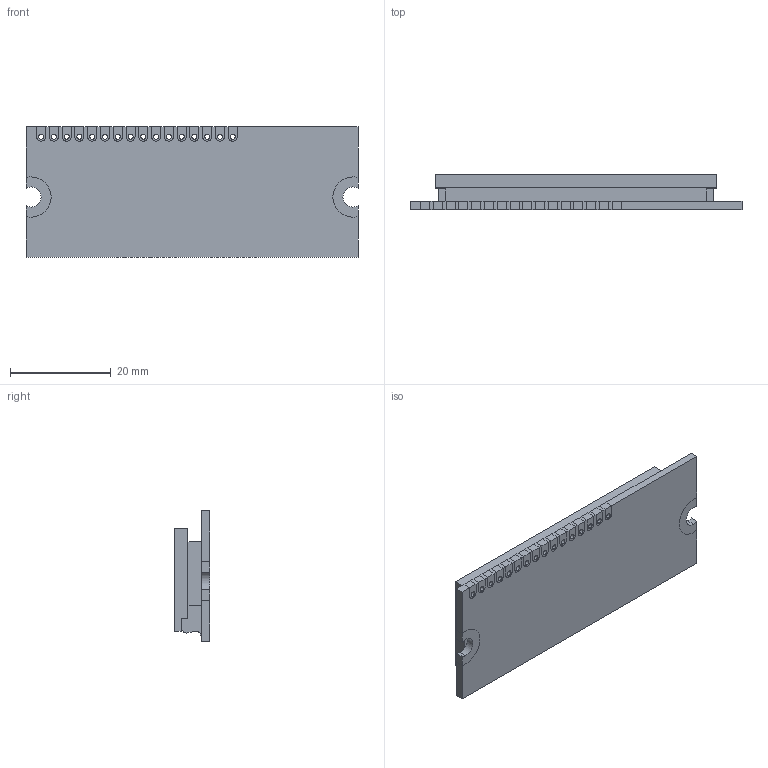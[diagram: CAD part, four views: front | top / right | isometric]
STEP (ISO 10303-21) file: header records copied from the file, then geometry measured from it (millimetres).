
FILE_DESCRIPTION (( 'STEP AP214' ), '1' );
FILE_NAME ('LCM-S01602DTR-M.STEP', '2019-04-02T07:13:53', ( '' ), ( '' ), 'SwSTEP 2.0', 'SolidWorks 2017', '' );
FILE_SCHEMA (( 'AUTOMOTIVE_DESIGN' ));
Length unit declared in the file: millimetre
Products named in the file (1): LCM-S01602DTR-M
Bounding box: 66 x 7 x 26 mm (x, y, z)
Volume: 8361.7 mm3; surface area: 11282.5 mm2
Topology: 54 solids, 54 shells, 610 faces, 1404 edges, 936 vertices
Faces by surface type: plane 527, cylinder 82, bspline 1
Entity records: 18933 total; most frequent: CARTESIAN_POINT 2964, ORIENTED_EDGE 2808, DIRECTION 2786, EDGE_CURVE 1404, VECTOR 1238, LINE 1238, VERTEX_POINT 936, AXIS2_PLACEMENT_3D 774
